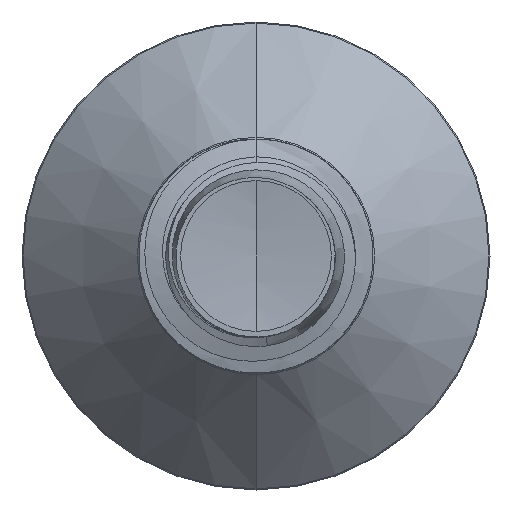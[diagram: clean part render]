
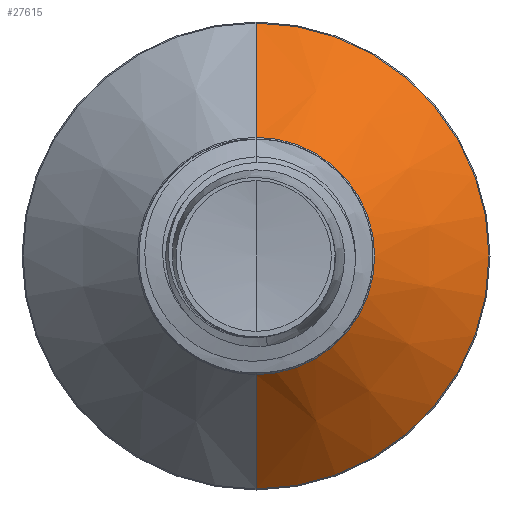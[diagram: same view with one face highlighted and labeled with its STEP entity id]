
A CAD part, front view. The second image highlights one B-rep face of the part: STEP entity #27615.
In plain terms, the highlighted conical face has half-angle 45 degrees and reference radius 1.522 mm.
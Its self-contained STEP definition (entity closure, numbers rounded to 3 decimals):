
#2149 = EDGE_CURVE ( 'NONE', #14073, #6283, #7292, .T. ) ;
#2360 = EDGE_CURVE ( 'NONE', #14073, #22068, #20937, .T. ) ;
#2772 = ORIENTED_EDGE ( 'NONE', *, *, #13737, .T. ) ;
#2856 = LINE ( 'NONE', #11412, #17438 ) ;
#4100 = ORIENTED_EDGE ( 'NONE', *, *, #2360, .T. ) ;
#6283 = VERTEX_POINT ( 'NONE', #34522 ) ;
#6394 = ORIENTED_EDGE ( 'NONE', *, *, #23868, .F. ) ;
#6441 = CARTESIAN_POINT ( 'NONE',  ( 0., 15.472, 1.522 ) ) ;
#6599 = ORIENTED_EDGE ( 'NONE', *, *, #2149, .F. ) ;
#7292 = LINE ( 'NONE', #6441, #14558 ) ;
#11412 = CARTESIAN_POINT ( 'NONE',  ( 0., 15.472, -1.522 ) ) ;
#13737 = EDGE_CURVE ( 'NONE', #22068, #16880, #2856, .T. ) ;
#14073 = VERTEX_POINT ( 'NONE', #22442 ) ;
#14167 = CARTESIAN_POINT ( 'NONE',  ( 0., 15.472, 0. ) ) ;
#14396 = FACE_OUTER_BOUND ( 'NONE', #26407, .T. ) ;
#14558 = VECTOR ( 'NONE', #22754, 1000. ) ;
#14899 = DIRECTION ( 'NONE',  ( 0., 1., 0. ) ) ;
#15434 = CARTESIAN_POINT ( 'NONE',  ( 0., 16.937, 0. ) ) ;
#16880 = VERTEX_POINT ( 'NONE', #21902 ) ;
#17438 = VECTOR ( 'NONE', #30174, 1000. ) ;
#18121 = AXIS2_PLACEMENT_3D ( 'NONE', #15434, #34109, #18162 ) ;
#18162 = DIRECTION ( 'NONE',  ( 0., 0., 1. ) ) ;
#20768 = CONICAL_SURFACE ( 'NONE', #31109, 1.522, 0.785 ) ;
#20937 = CIRCLE ( 'NONE', #33871, 1.522 ) ;
#21902 = CARTESIAN_POINT ( 'NONE',  ( 0., 16.937, -2.987 ) ) ;
#22009 = DIRECTION ( 'NONE',  ( 0., 1., 0. ) ) ;
#22068 = VERTEX_POINT ( 'NONE', #27180 ) ;
#22442 = CARTESIAN_POINT ( 'NONE',  ( 0., 15.472, 1.522 ) ) ;
#22754 = DIRECTION ( 'NONE',  ( 0., 0.707, 0.707 ) ) ;
#23868 = EDGE_CURVE ( 'NONE', #6283, #16880, #24547, .T. ) ;
#24547 = CIRCLE ( 'NONE', #18121, 2.987 ) ;
#26407 = EDGE_LOOP ( 'NONE', ( #4100, #2772, #6394, #6599 ) ) ;
#27180 = CARTESIAN_POINT ( 'NONE',  ( 0., 15.472, -1.522 ) ) ;
#27615 = ADVANCED_FACE ( 'NONE', ( #14396 ), #20768, .T. ) ;
#30174 = DIRECTION ( 'NONE',  ( 0., 0.707, -0.707 ) ) ;
#30934 = CARTESIAN_POINT ( 'NONE',  ( 0., 15.472, 0. ) ) ;
#31109 = AXIS2_PLACEMENT_3D ( 'NONE', #14167, #22009, #32859 ) ;
#32859 = DIRECTION ( 'NONE',  ( 0., 0., 1. ) ) ;
#33582 = DIRECTION ( 'NONE',  ( 0., 0., 1. ) ) ;
#33871 = AXIS2_PLACEMENT_3D ( 'NONE', #30934, #14899, #33582 ) ;
#34109 = DIRECTION ( 'NONE',  ( 0., 1., 0. ) ) ;
#34522 = CARTESIAN_POINT ( 'NONE',  ( 0., 16.937, 2.987 ) ) ;
